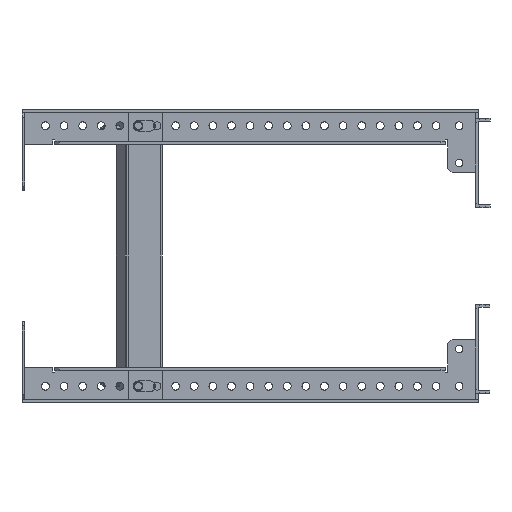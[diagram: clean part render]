
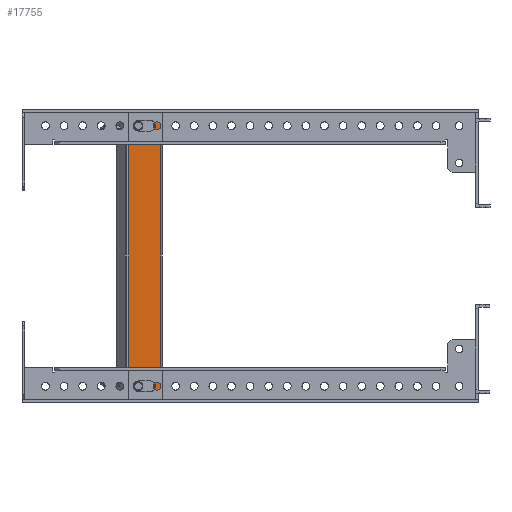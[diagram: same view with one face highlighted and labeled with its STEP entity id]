
A CAD part, front view. The second image highlights one B-rep face of the part: STEP entity #17755.
In plain terms, the highlighted planar face has unit normal (0, -1, 0).
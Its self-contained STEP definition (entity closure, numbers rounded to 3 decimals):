
#299 = ORIENTED_EDGE ( 'NONE', *, *, #25650, .T. ) ;
#1267 = LINE ( 'NONE', #19846, #9528 ) ;
#1289 = DIRECTION ( 'NONE',  ( 0., 1., 0. ) ) ;
#1352 = CARTESIAN_POINT ( 'NONE',  ( 1120.27, -253.815, -84. ) ) ;
#1705 = VECTOR ( 'NONE', #22417, 1000. ) ;
#1731 = LINE ( 'NONE', #5100, #14017 ) ;
#1919 = VERTEX_POINT ( 'NONE', #32243 ) ;
#2448 = DIRECTION ( 'NONE',  ( 0., 1., 0. ) ) ;
#2577 = DIRECTION ( 'NONE',  ( -1., 0., 0. ) ) ;
#2657 = CIRCLE ( 'NONE', #25826, 3.5 ) ;
#3041 = EDGE_CURVE ( 'NONE', #18138, #32504, #1267, .T. ) ;
#3268 = DIRECTION ( 'NONE',  ( -1., 0., 0. ) ) ;
#3516 = DIRECTION ( 'NONE',  ( 1., 0., 0. ) ) ;
#4701 = CIRCLE ( 'NONE', #7521, 3.5 ) ;
#5100 = CARTESIAN_POINT ( 'NONE',  ( 1112.27, -253.815, 91. ) ) ;
#5555 = AXIS2_PLACEMENT_3D ( 'NONE', #32981, #1289, #30306 ) ;
#6261 = FACE_BOUND ( 'NONE', #16278, .T. ) ;
#6397 = EDGE_CURVE ( 'NONE', #7071, #1919, #19991, .T. ) ;
#6644 = CIRCLE ( 'NONE', #33790, 3.5 ) ;
#6855 = DIRECTION ( 'NONE',  ( 0., 1., 0. ) ) ;
#7071 = VERTEX_POINT ( 'NONE', #1352 ) ;
#7196 = ORIENTED_EDGE ( 'NONE', *, *, #29346, .F. ) ;
#7233 = ORIENTED_EDGE ( 'NONE', *, *, #13621, .F. ) ;
#7262 = VERTEX_POINT ( 'NONE', #20073 ) ;
#7304 = ORIENTED_EDGE ( 'NONE', *, *, #26750, .F. ) ;
#7521 = AXIS2_PLACEMENT_3D ( 'NONE', #7598, #2448, #18724 ) ;
#7598 = CARTESIAN_POINT ( 'NONE',  ( 1112.27, -253.815, 87.5 ) ) ;
#8436 = CARTESIAN_POINT ( 'NONE',  ( 1120.27, -253.815, 91. ) ) ;
#8523 = CIRCLE ( 'NONE', #32855, 3.5 ) ;
#8875 = EDGE_CURVE ( 'NONE', #7262, #7071, #19708, .T. ) ;
#9074 = VERTEX_POINT ( 'NONE', #32293 ) ;
#9246 = VERTEX_POINT ( 'NONE', #32417 ) ;
#9371 = DIRECTION ( 'NONE',  ( -1., 0., 0. ) ) ;
#9528 = VECTOR ( 'NONE', #31341, 1000. ) ;
#9622 = VECTOR ( 'NONE', #33640, 1000. ) ;
#10058 = ORIENTED_EDGE ( 'NONE', *, *, #33541, .F. ) ;
#10477 = DIRECTION ( 'NONE',  ( 0., -1., 0. ) ) ;
#11369 = CIRCLE ( 'NONE', #31161, 3.5 ) ;
#12166 = EDGE_LOOP ( 'NONE', ( #299, #34822, #24712, #20667, #32523 ) ) ;
#12796 = VECTOR ( 'NONE', #3516, 1000. ) ;
#12955 = CARTESIAN_POINT ( 'NONE',  ( 1108.77, -253.815, -87.5 ) ) ;
#13621 = EDGE_CURVE ( 'NONE', #17853, #9074, #8523, .T. ) ;
#13735 = DIRECTION ( 'NONE',  ( 0., -1., 0. ) ) ;
#13785 = LINE ( 'NONE', #21709, #12796 ) ;
#13826 = EDGE_CURVE ( 'NONE', #19703, #18138, #11369, .T. ) ;
#14017 = VECTOR ( 'NONE', #21346, 1000. ) ;
#14235 = FACE_BOUND ( 'NONE', #12166, .T. ) ;
#14402 = FACE_OUTER_BOUND ( 'NONE', #31311, .T. ) ;
#14899 = CARTESIAN_POINT ( 'NONE',  ( 1105.77, -253.815, -97.5 ) ) ;
#14900 = LINE ( 'NONE', #20174, #26917 ) ;
#14903 = ORIENTED_EDGE ( 'NONE', *, *, #18459, .F. ) ;
#14994 = ORIENTED_EDGE ( 'NONE', *, *, #29093, .T. ) ;
#15465 = EDGE_CURVE ( 'NONE', #1919, #17853, #2657, .T. ) ;
#15612 = CARTESIAN_POINT ( 'NONE',  ( 1128.272, -253.815, -97.5 ) ) ;
#15669 = VERTEX_POINT ( 'NONE', #21565 ) ;
#15953 = DIRECTION ( 'NONE',  ( -1., 0., 0. ) ) ;
#15964 = CARTESIAN_POINT ( 'NONE',  ( 1120.27, -253.815, 84. ) ) ;
#15988 = VERTEX_POINT ( 'NONE', #31661 ) ;
#16129 = EDGE_CURVE ( 'NONE', #15988, #15669, #6644, .T. ) ;
#16278 = EDGE_LOOP ( 'NONE', ( #7304, #7233, #18635, #34376, #26593 ) ) ;
#17015 = CARTESIAN_POINT ( 'NONE',  ( 1112.27, -253.815, -84. ) ) ;
#17225 = PLANE ( 'NONE',  #5555 ) ;
#17755 = ADVANCED_FACE ( 'NONE', ( #14402, #6261, #14235 ), #17225, .F. ) ;
#17853 = VERTEX_POINT ( 'NONE', #12955 ) ;
#18138 = VERTEX_POINT ( 'NONE', #15964 ) ;
#18459 = EDGE_CURVE ( 'NONE', #27856, #9246, #13785, .T. ) ;
#18635 = ORIENTED_EDGE ( 'NONE', *, *, #15465, .F. ) ;
#18724 = DIRECTION ( 'NONE',  ( -1., 0., 0. ) ) ;
#18960 = CARTESIAN_POINT ( 'NONE',  ( 1112.27, -253.815, -87.5 ) ) ;
#19703 = VERTEX_POINT ( 'NONE', #8436 ) ;
#19708 = CIRCLE ( 'NONE', #31603, 3.5 ) ;
#19846 = CARTESIAN_POINT ( 'NONE',  ( 1112.27, -253.815, 84. ) ) ;
#19991 = LINE ( 'NONE', #17015, #26988 ) ;
#20073 = CARTESIAN_POINT ( 'NONE',  ( 1120.27, -253.815, -91. ) ) ;
#20174 = CARTESIAN_POINT ( 'NONE',  ( 1112.27, -253.815, -91. ) ) ;
#20285 = CARTESIAN_POINT ( 'NONE',  ( 1112.27, -253.815, 87.5 ) ) ;
#20571 = LINE ( 'NONE', #32079, #33535 ) ;
#20667 = ORIENTED_EDGE ( 'NONE', *, *, #13826, .T. ) ;
#20739 = DIRECTION ( 'NONE',  ( 0., 0., 1. ) ) ;
#21346 = DIRECTION ( 'NONE',  ( 1., 0., 0. ) ) ;
#21565 = CARTESIAN_POINT ( 'NONE',  ( 1112.27, -253.815, 91. ) ) ;
#21709 = CARTESIAN_POINT ( 'NONE',  ( 1105.77, -253.815, 97.5 ) ) ;
#21898 = CARTESIAN_POINT ( 'NONE',  ( 1105.77, -253.815, 97.5 ) ) ;
#22417 = DIRECTION ( 'NONE',  ( -1., 0., 0. ) ) ;
#22647 = LINE ( 'NONE', #33463, #9622 ) ;
#22863 = DIRECTION ( 'NONE',  ( 0., -1., 0. ) ) ;
#23257 = VERTEX_POINT ( 'NONE', #14899 ) ;
#24492 = CARTESIAN_POINT ( 'NONE',  ( 1112.27, -253.815, 84. ) ) ;
#24712 = ORIENTED_EDGE ( 'NONE', *, *, #27271, .T. ) ;
#25059 = DIRECTION ( 'NONE',  ( -1., 0., 0. ) ) ;
#25463 = CARTESIAN_POINT ( 'NONE',  ( 1150.113, -253.815, -97.5 ) ) ;
#25650 = EDGE_CURVE ( 'NONE', #32504, #15988, #4701, .T. ) ;
#25826 = AXIS2_PLACEMENT_3D ( 'NONE', #28193, #22863, #3268 ) ;
#26593 = ORIENTED_EDGE ( 'NONE', *, *, #8875, .F. ) ;
#26750 = EDGE_CURVE ( 'NONE', #9074, #7262, #14900, .T. ) ;
#26917 = VECTOR ( 'NONE', #28490, 1000. ) ;
#26988 = VECTOR ( 'NONE', #9371, 1000. ) ;
#27271 = EDGE_CURVE ( 'NONE', #15669, #19703, #1731, .T. ) ;
#27856 = VERTEX_POINT ( 'NONE', #21898 ) ;
#28091 = LINE ( 'NONE', #25463, #1705 ) ;
#28193 = CARTESIAN_POINT ( 'NONE',  ( 1112.27, -253.815, -87.5 ) ) ;
#28490 = DIRECTION ( 'NONE',  ( 1., 0., 0. ) ) ;
#29093 = EDGE_CURVE ( 'NONE', #31681, #9246, #22647, .T. ) ;
#29187 = DIRECTION ( 'NONE',  ( 0., 1., 0. ) ) ;
#29226 = DIRECTION ( 'NONE',  ( -1., 0., 0. ) ) ;
#29346 = EDGE_CURVE ( 'NONE', #31681, #23257, #28091, .T. ) ;
#29544 = CARTESIAN_POINT ( 'NONE',  ( 1120.27, -253.815, 87.5 ) ) ;
#30306 = DIRECTION ( 'NONE',  ( 1., 0., 0. ) ) ;
#31161 = AXIS2_PLACEMENT_3D ( 'NONE', #29544, #29187, #15953 ) ;
#31311 = EDGE_LOOP ( 'NONE', ( #14903, #10058, #7196, #14994 ) ) ;
#31341 = DIRECTION ( 'NONE',  ( -1., 0., 0. ) ) ;
#31603 = AXIS2_PLACEMENT_3D ( 'NONE', #32848, #13735, #2577 ) ;
#31661 = CARTESIAN_POINT ( 'NONE',  ( 1108.77, -253.815, 87.5 ) ) ;
#31681 = VERTEX_POINT ( 'NONE', #15612 ) ;
#32079 = CARTESIAN_POINT ( 'NONE',  ( 1105.77, -253.815, -97.5 ) ) ;
#32243 = CARTESIAN_POINT ( 'NONE',  ( 1112.27, -253.815, -84. ) ) ;
#32293 = CARTESIAN_POINT ( 'NONE',  ( 1112.27, -253.815, -91. ) ) ;
#32417 = CARTESIAN_POINT ( 'NONE',  ( 1128.272, -253.815, 97.5 ) ) ;
#32504 = VERTEX_POINT ( 'NONE', #24492 ) ;
#32523 = ORIENTED_EDGE ( 'NONE', *, *, #3041, .T. ) ;
#32848 = CARTESIAN_POINT ( 'NONE',  ( 1120.27, -253.815, -87.5 ) ) ;
#32855 = AXIS2_PLACEMENT_3D ( 'NONE', #18960, #10477, #29226 ) ;
#32981 = CARTESIAN_POINT ( 'NONE',  ( 1150.737, -253.815, 0. ) ) ;
#33463 = CARTESIAN_POINT ( 'NONE',  ( 1128.272, -253.815, -100.859 ) ) ;
#33535 = VECTOR ( 'NONE', #20739, 1000. ) ;
#33541 = EDGE_CURVE ( 'NONE', #23257, #27856, #20571, .T. ) ;
#33640 = DIRECTION ( 'NONE',  ( 0., 0., 1. ) ) ;
#33790 = AXIS2_PLACEMENT_3D ( 'NONE', #20285, #6855, #25059 ) ;
#34376 = ORIENTED_EDGE ( 'NONE', *, *, #6397, .F. ) ;
#34822 = ORIENTED_EDGE ( 'NONE', *, *, #16129, .T. ) ;
